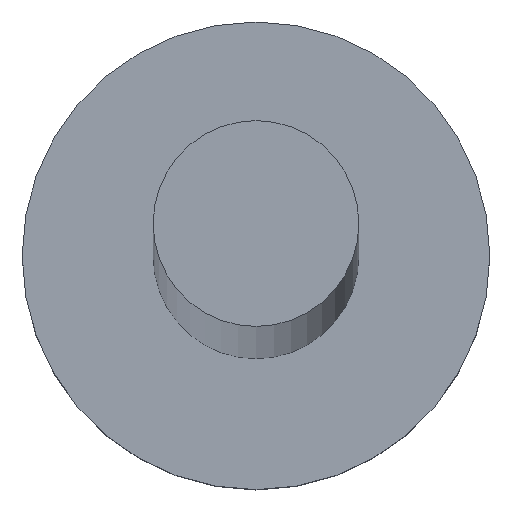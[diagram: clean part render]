
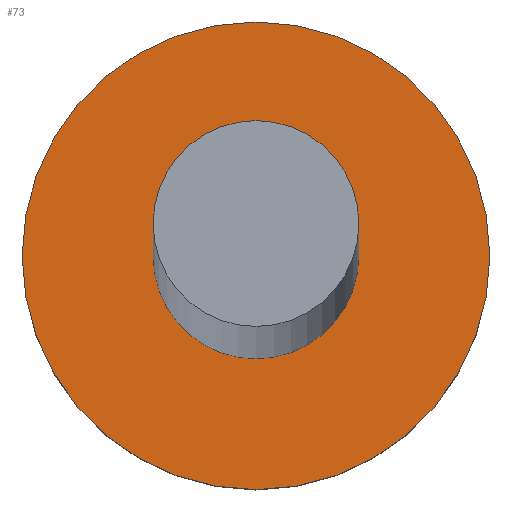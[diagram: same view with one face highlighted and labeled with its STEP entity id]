
A CAD part, top view. The second image highlights one B-rep face of the part: STEP entity #73.
In plain terms, the highlighted planar face has unit normal (0, 0, 1).
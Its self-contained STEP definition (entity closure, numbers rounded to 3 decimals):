
#12 = EDGE_LOOP ( 'NONE', ( #61, #49 ) ) ;
#19 = EDGE_CURVE ( 'NONE', #120, #109, #247, .T. ) ;
#26 = ORIENTED_EDGE ( 'NONE', *, *, #242, .F. ) ;
#27 = DIRECTION ( 'NONE',  ( 0., 0., 1. ) ) ;
#32 = DIRECTION ( 'NONE',  ( 0., 0., 1. ) ) ;
#34 = CARTESIAN_POINT ( 'NONE',  ( 0., 0., 2. ) ) ;
#41 = EDGE_CURVE ( 'NONE', #163, #204, #125, .T. ) ;
#42 = AXIS2_PLACEMENT_3D ( 'NONE', #164, #48, #226 ) ;
#48 = DIRECTION ( 'NONE',  ( 0., 0., 1. ) ) ;
#49 = ORIENTED_EDGE ( 'NONE', *, *, #218, .T. ) ;
#61 = ORIENTED_EDGE ( 'NONE', *, *, #41, .T. ) ;
#70 = DIRECTION ( 'NONE',  ( 0., 0., 1. ) ) ;
#72 = FACE_OUTER_BOUND ( 'NONE', #12, .T. ) ;
#73 = ADVANCED_FACE ( 'NONE', ( #210, #72 ), #196, .T. ) ;
#75 = CARTESIAN_POINT ( 'NONE',  ( 0., 0., 2. ) ) ;
#76 = AXIS2_PLACEMENT_3D ( 'NONE', #75, #32, #212 ) ;
#77 = CARTESIAN_POINT ( 'NONE',  ( 2.5, 0., 2. ) ) ;
#91 = CARTESIAN_POINT ( 'NONE',  ( 0., 0., 2. ) ) ;
#92 = DIRECTION ( 'NONE',  ( 1., 0., 0. ) ) ;
#97 = AXIS2_PLACEMENT_3D ( 'NONE', #91, #70, #92 ) ;
#99 = AXIS2_PLACEMENT_3D ( 'NONE', #34, #197, #243 ) ;
#107 = CARTESIAN_POINT ( 'NONE',  ( -2.5, 0., 2. ) ) ;
#109 = VERTEX_POINT ( 'NONE', #155 ) ;
#120 = VERTEX_POINT ( 'NONE', #181 ) ;
#125 = CIRCLE ( 'NONE', #42, 2.5 ) ;
#155 = CARTESIAN_POINT ( 'NONE',  ( 1.1, 0., 2. ) ) ;
#157 = CIRCLE ( 'NONE', #182, 1.1 ) ;
#160 = CIRCLE ( 'NONE', #99, 2.5 ) ;
#162 = ORIENTED_EDGE ( 'NONE', *, *, #19, .F. ) ;
#163 = VERTEX_POINT ( 'NONE', #107 ) ;
#164 = CARTESIAN_POINT ( 'NONE',  ( 0., 0., 2. ) ) ;
#181 = CARTESIAN_POINT ( 'NONE',  ( -1.1, 0., 2. ) ) ;
#182 = AXIS2_PLACEMENT_3D ( 'NONE', #246, #27, #209 ) ;
#196 = PLANE ( 'NONE',  #76 ) ;
#197 = DIRECTION ( 'NONE',  ( 0., 0., 1. ) ) ;
#204 = VERTEX_POINT ( 'NONE', #77 ) ;
#206 = EDGE_LOOP ( 'NONE', ( #162, #26 ) ) ;
#209 = DIRECTION ( 'NONE',  ( 1., 0., 0. ) ) ;
#210 = FACE_BOUND ( 'NONE', #206, .T. ) ;
#212 = DIRECTION ( 'NONE',  ( 1., 0., 0. ) ) ;
#218 = EDGE_CURVE ( 'NONE', #204, #163, #160, .T. ) ;
#226 = DIRECTION ( 'NONE',  ( 1., 0., 0. ) ) ;
#242 = EDGE_CURVE ( 'NONE', #109, #120, #157, .T. ) ;
#243 = DIRECTION ( 'NONE',  ( 1., 0., 0. ) ) ;
#246 = CARTESIAN_POINT ( 'NONE',  ( 0., 0., 2. ) ) ;
#247 = CIRCLE ( 'NONE', #97, 1.1 ) ;
